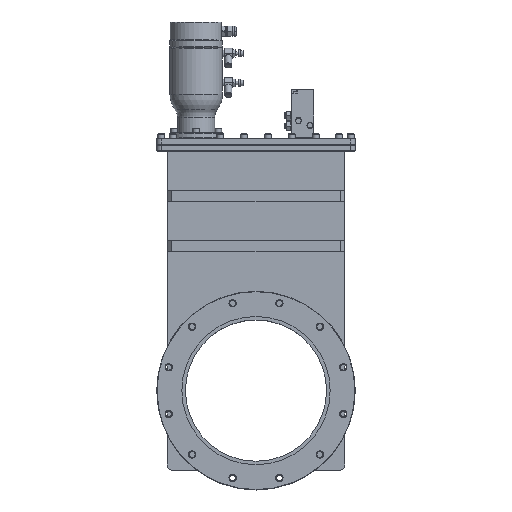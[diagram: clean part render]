
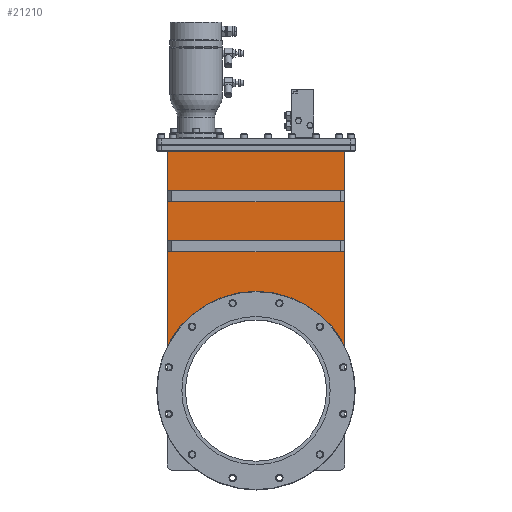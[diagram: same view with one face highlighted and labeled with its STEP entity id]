
A CAD part, top view. The second image highlights one B-rep face of the part: STEP entity #21210.
In plain terms, the highlighted planar face has unit normal (0, 0, 1).
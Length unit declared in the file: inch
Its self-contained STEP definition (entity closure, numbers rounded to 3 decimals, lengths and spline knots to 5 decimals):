
#7017=DIRECTION('',(0.,-1.,0.));
#7018=VECTOR('',#7017,11.10757);
#7019=CARTESIAN_POINT('',(5.04,13.56,0.7025));
#7020=LINE('',#7019,#7018);
#7021=CARTESIAN_POINT('',(0.,0.,0.7025));
#7022=DIRECTION('',(0.,0.,-1.));
#7023=DIRECTION('',(0.,1.,0.));
#7024=AXIS2_PLACEMENT_3D('',#7021,#7022,#7023);
#7026=CARTESIAN_POINT('',(0.,0.,0.7025));
#7027=DIRECTION('',(0.,0.,1.));
#7028=DIRECTION('',(0.,1.,0.));
#7029=AXIS2_PLACEMENT_3D('',#7026,#7027,#7028);
#7031=DIRECTION('',(0.,1.,0.));
#7032=VECTOR('',#7031,11.10757);
#7033=CARTESIAN_POINT('',(-5.04,2.45243,0.7025));
#7034=LINE('',#7033,#7032);
#7035=DIRECTION('',(1.,0.,0.));
#7036=VECTOR('',#7035,10.08);
#7037=CARTESIAN_POINT('',(-5.04,13.56,0.7025));
#7038=LINE('',#7037,#7036);
#7065=DIRECTION('',(1.,0.,0.));
#7066=VECTOR('',#7065,10.04);
#7067=CARTESIAN_POINT('',(-5.02,7.855,0.7025));
#7068=LINE('',#7067,#7066);
#7069=DIRECTION('',(0.,1.,0.));
#7070=VECTOR('',#7069,0.625);
#7071=CARTESIAN_POINT('',(5.02,7.855,0.7025));
#7072=LINE('',#7071,#7070);
#7073=DIRECTION('',(1.,0.,0.));
#7074=VECTOR('',#7073,10.04);
#7075=CARTESIAN_POINT('',(-5.02,8.48,0.7025));
#7076=LINE('',#7075,#7074);
#7077=DIRECTION('',(0.,-1.,0.));
#7078=VECTOR('',#7077,0.625);
#7079=CARTESIAN_POINT('',(-5.02,8.48,0.7025));
#7080=LINE('',#7079,#7078);
#7081=DIRECTION('',(1.,0.,0.));
#7082=VECTOR('',#7081,10.04);
#7083=CARTESIAN_POINT('',(-5.02,10.71,0.7025));
#7084=LINE('',#7083,#7082);
#7085=DIRECTION('',(0.,1.,0.));
#7086=VECTOR('',#7085,0.625);
#7087=CARTESIAN_POINT('',(5.02,10.71,0.7025));
#7088=LINE('',#7087,#7086);
#7089=DIRECTION('',(1.,0.,0.));
#7090=VECTOR('',#7089,10.04);
#7091=CARTESIAN_POINT('',(-5.02,11.335,0.7025));
#7092=LINE('',#7091,#7090);
#7093=DIRECTION('',(0.,-1.,0.));
#7094=VECTOR('',#7093,0.625);
#7095=CARTESIAN_POINT('',(-5.02,11.335,0.7025));
#7096=LINE('',#7095,#7094);
#8885=CARTESIAN_POINT('',(-5.04,13.56,0.7025));
#8886=CARTESIAN_POINT('',(5.04,13.56,0.7025));
#8887=VERTEX_POINT('',#8885);
#8888=VERTEX_POINT('',#8886);
#10529=CARTESIAN_POINT('',(5.04,2.45243,0.7025));
#10531=VERTEX_POINT('',#10529);
#10587=CARTESIAN_POINT('',(0.,5.605,0.7025));
#10588=VERTEX_POINT('',#10587);
#10591=CARTESIAN_POINT('',(-5.04,2.45243,0.7025));
#10592=VERTEX_POINT('',#10591);
#10597=CARTESIAN_POINT('',(-5.02,7.855,0.7025));
#10598=CARTESIAN_POINT('',(5.02,7.855,0.7025));
#10599=VERTEX_POINT('',#10597);
#10600=VERTEX_POINT('',#10598);
#10601=CARTESIAN_POINT('',(-5.02,8.48,0.7025));
#10602=CARTESIAN_POINT('',(5.02,8.48,0.7025));
#10603=VERTEX_POINT('',#10601);
#10604=VERTEX_POINT('',#10602);
#10605=CARTESIAN_POINT('',(-5.02,10.71,0.7025));
#10606=CARTESIAN_POINT('',(5.02,10.71,0.7025));
#10607=VERTEX_POINT('',#10605);
#10608=VERTEX_POINT('',#10606);
#10609=CARTESIAN_POINT('',(-5.02,11.335,0.7025));
#10610=CARTESIAN_POINT('',(5.02,11.335,0.7025));
#10611=VERTEX_POINT('',#10609);
#10612=VERTEX_POINT('',#10610);
#21176=CARTESIAN_POINT('',(0.,0.,0.7025));
#21177=DIRECTION('',(0.,0.,1.));
#21178=DIRECTION('',(1.,0.,0.));
#21179=AXIS2_PLACEMENT_3D('',#21176,#21177,#21178);
#21180=PLANE('',#21179);
#21181=ORIENTED_EDGE('',*,*,#11435,.T.);
#21183=ORIENTED_EDGE('',*,*,#21182,.F.);
#21185=ORIENTED_EDGE('',*,*,#21184,.T.);
#21186=ORIENTED_EDGE('',*,*,#11272,.T.);
#21187=ORIENTED_EDGE('',*,*,#11471,.T.);
#21188=EDGE_LOOP('',(#21181,#21183,#21185,#21186,#21187));
#21189=FACE_OUTER_BOUND('',#21188,.F.);
#21191=ORIENTED_EDGE('',*,*,#21190,.T.);
#21193=ORIENTED_EDGE('',*,*,#21192,.T.);
#21195=ORIENTED_EDGE('',*,*,#21194,.F.);
#21197=ORIENTED_EDGE('',*,*,#21196,.T.);
#21198=EDGE_LOOP('',(#21191,#21193,#21195,#21197));
#21199=FACE_BOUND('',#21198,.F.);
#21201=ORIENTED_EDGE('',*,*,#21200,.T.);
#21203=ORIENTED_EDGE('',*,*,#21202,.T.);
#21205=ORIENTED_EDGE('',*,*,#21204,.F.);
#21207=ORIENTED_EDGE('',*,*,#21206,.T.);
#21208=EDGE_LOOP('',(#21201,#21203,#21205,#21207));
#21209=FACE_BOUND('',#21208,.F.);
#7025=CIRCLE('',#7024,5.605);
#7030=CIRCLE('',#7029,5.605);
#11272=EDGE_CURVE('',#10592,#8887,#7034,.T.);
#11435=EDGE_CURVE('',#8888,#10531,#7020,.T.);
#11471=EDGE_CURVE('',#8887,#8888,#7038,.T.);
#21182=EDGE_CURVE('',#10588,#10531,#7025,.T.);
#21184=EDGE_CURVE('',#10588,#10592,#7030,.T.);
#21190=EDGE_CURVE('',#10599,#10600,#7068,.T.);
#21192=EDGE_CURVE('',#10600,#10604,#7072,.T.);
#21194=EDGE_CURVE('',#10603,#10604,#7076,.T.);
#21196=EDGE_CURVE('',#10603,#10599,#7080,.T.);
#21200=EDGE_CURVE('',#10607,#10608,#7084,.T.);
#21202=EDGE_CURVE('',#10608,#10612,#7088,.T.);
#21204=EDGE_CURVE('',#10611,#10612,#7092,.T.);
#21206=EDGE_CURVE('',#10611,#10607,#7096,.T.);
#21210=ADVANCED_FACE('',(#21189,#21199,#21209),#21180,.T.);
